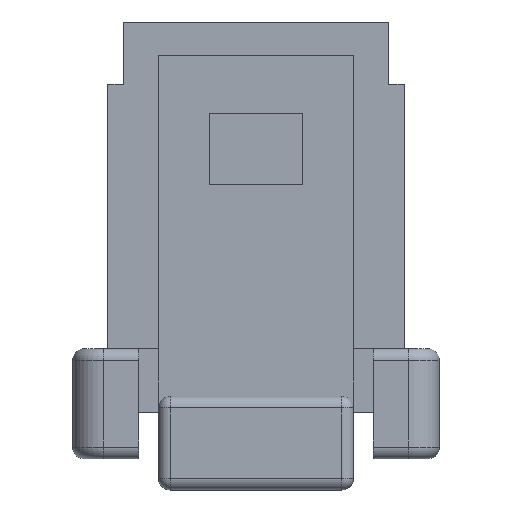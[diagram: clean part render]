
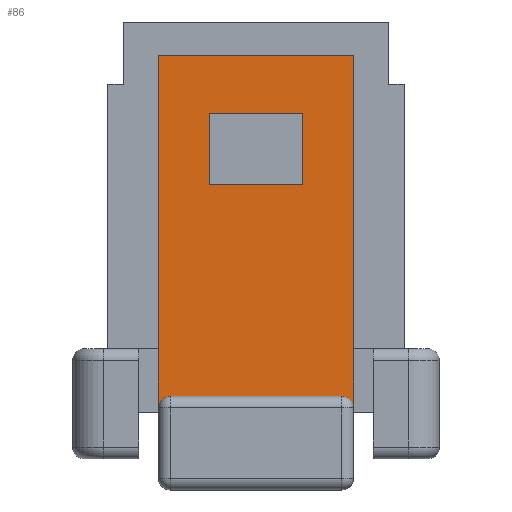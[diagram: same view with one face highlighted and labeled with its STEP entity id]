
A CAD part, top view. The second image highlights one B-rep face of the part: STEP entity #86.
In plain terms, the highlighted planar face has unit normal (0, 0, 1).
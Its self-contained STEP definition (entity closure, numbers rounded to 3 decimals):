
#86=ADVANCED_FACE('',(#321,#322),#323,.F.);
#321=FACE_BOUND('',#713,.T.);
#322=FACE_OUTER_BOUND('',#714,.T.);
#323=PLANE('',#715);
#713=EDGE_LOOP('',(#1450,#1451,#1452,#1453));
#714=EDGE_LOOP('',(#1454,#1455,#1456,#1457,#1458,#1459));
#715=AXIS2_PLACEMENT_3D('',#1460,#1461,#1462);
#1450=ORIENTED_EDGE('',*,*,#2865,.F.);
#1451=ORIENTED_EDGE('',*,*,#2866,.T.);
#1452=ORIENTED_EDGE('',*,*,#2867,.T.);
#1453=ORIENTED_EDGE('',*,*,#2868,.F.);
#1454=ORIENTED_EDGE('',*,*,#2869,.T.);
#1455=ORIENTED_EDGE('',*,*,#2870,.T.);
#1456=ORIENTED_EDGE('',*,*,#2871,.F.);
#1457=ORIENTED_EDGE('',*,*,#2872,.T.);
#1458=ORIENTED_EDGE('',*,*,#2873,.F.);
#1459=ORIENTED_EDGE('',*,*,#2863,.T.);
#1460=CARTESIAN_POINT('',(1.25,5.17,3.995));
#1461=DIRECTION('',(0.0,0.,-1.0));
#1462=DIRECTION('',(-1.0,0.0,0.0));
#2863=EDGE_CURVE('',#3579,#3577,#3580,.T.);
#2865=EDGE_CURVE('',#3582,#3583,#3584,.T.);
#2866=EDGE_CURVE('',#3582,#3585,#3586,.T.);
#2867=EDGE_CURVE('',#3585,#3587,#3588,.T.);
#2868=EDGE_CURVE('',#3583,#3587,#3589,.T.);
#2869=EDGE_CURVE('',#3577,#3590,#3591,.T.);
#2870=EDGE_CURVE('',#3590,#3592,#3593,.T.);
#2871=EDGE_CURVE('',#3594,#3592,#3595,.T.);
#2872=EDGE_CURVE('',#3594,#3596,#3597,.T.);
#2873=EDGE_CURVE('',#3579,#3596,#3598,.T.);
#3577=VERTEX_POINT('',#4630);
#3579=VERTEX_POINT('',#4633);
#3580=LINE('',#4634,#4635);
#3582=VERTEX_POINT('',#4638);
#3583=VERTEX_POINT('',#4639);
#3584=LINE('',#4640,#4641);
#3585=VERTEX_POINT('',#4642);
#3586=LINE('',#4643,#4644);
#3587=VERTEX_POINT('',#4645);
#3588=LINE('',#4646,#4647);
#3589=LINE('',#4648,#4649);
#3590=VERTEX_POINT('',#4650);
#3591=LINE('',#4651,#4652);
#3592=VERTEX_POINT('',#4653);
#3593=CIRCLE('',#4654,0.15);
#3594=VERTEX_POINT('',#4655);
#3595=LINE('',#4656,#4657);
#3596=VERTEX_POINT('',#4658);
#3597=CIRCLE('',#4659,0.15);
#3598=LINE('',#4660,#4661);
#4630=CARTESIAN_POINT('',(-1.25,5.17,3.995));
#4633=CARTESIAN_POINT('',(1.25,5.17,3.995));
#4634=CARTESIAN_POINT('',(1.25,5.17,3.995));
#4635=VECTOR('',#5479,1.0);
#4638=CARTESIAN_POINT('',(0.6,4.42,3.995));
#4639=CARTESIAN_POINT('',(-0.6,4.42,3.995));
#4640=CARTESIAN_POINT('',(0.6,4.42,3.995));
#4641=VECTOR('',#5481,1.0);
#4642=CARTESIAN_POINT('',(0.6,3.52,3.995));
#4643=CARTESIAN_POINT('',(0.6,4.42,3.995));
#4644=VECTOR('',#5482,1.0);
#4645=CARTESIAN_POINT('',(-0.6,3.52,3.995));
#4646=CARTESIAN_POINT('',(0.6,3.52,3.995));
#4647=VECTOR('',#5483,1.0);
#4648=CARTESIAN_POINT('',(-0.6,4.42,3.995));
#4649=VECTOR('',#5484,1.0);
#4650=CARTESIAN_POINT('',(-1.25,0.65,3.995));
#4651=CARTESIAN_POINT('',(-1.25,5.17,3.995));
#4652=VECTOR('',#5485,1.0);
#4653=CARTESIAN_POINT('',(-1.1,0.8,3.995));
#4654=AXIS2_PLACEMENT_3D('',#5486,#5487,#5488);
#4655=CARTESIAN_POINT('',(1.1,0.8,3.995));
#4656=CARTESIAN_POINT('',(1.25,0.8,3.995));
#4657=VECTOR('',#5489,1.0);
#4658=CARTESIAN_POINT('',(1.25,0.65,3.995));
#4659=AXIS2_PLACEMENT_3D('',#5490,#5491,#5492);
#4660=CARTESIAN_POINT('',(1.25,5.17,3.995));
#4661=VECTOR('',#5493,1.0);
#5479=DIRECTION('',(-1.0,0.0,0.0));
#5481=DIRECTION('',(-1.0,0.0,0.0));
#5482=DIRECTION('',(0.0,-1.0,0.0));
#5483=DIRECTION('',(-1.0,0.0,0.0));
#5484=DIRECTION('',(0.0,-1.0,0.0));
#5485=DIRECTION('',(0.0,-1.0,0.));
#5486=CARTESIAN_POINT('',(-1.1,0.65,3.995));
#5487=DIRECTION('',(0.0,0.0,-1.0));
#5488=DIRECTION('',(0.0,1.0,0.0));
#5489=DIRECTION('',(-1.0,0.0,0.0));
#5490=CARTESIAN_POINT('',(1.1,0.65,3.995));
#5491=DIRECTION('',(0.0,0.0,-1.0));
#5492=DIRECTION('',(0.0,1.0,0.0));
#5493=DIRECTION('',(0.0,-1.0,0.));
